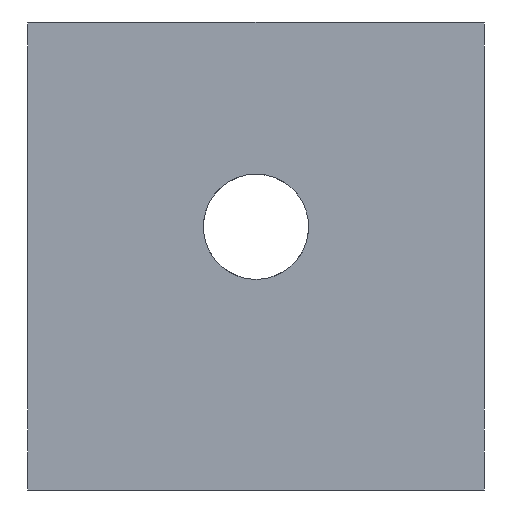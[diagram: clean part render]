
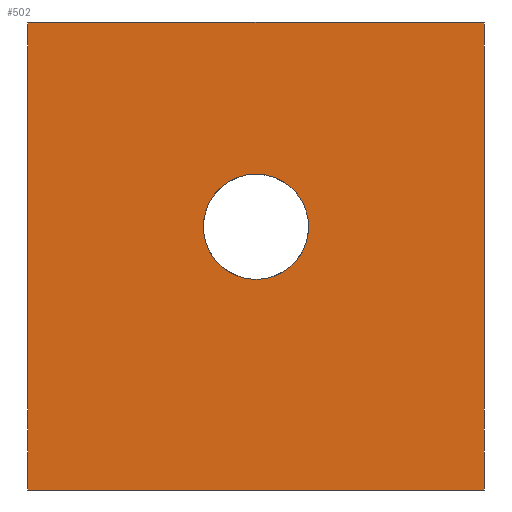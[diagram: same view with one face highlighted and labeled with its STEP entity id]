
A CAD part, front view. The second image highlights one B-rep face of the part: STEP entity #502.
In plain terms, the highlighted planar face has unit normal (0, -1, 0).
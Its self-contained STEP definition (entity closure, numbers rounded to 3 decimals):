
#22 = VERTEX_POINT ( 'NONE', #288 ) ;
#81 = ORIENTED_EDGE ( 'NONE', *, *, #679, .T. ) ;
#93 = VERTEX_POINT ( 'NONE', #465 ) ;
#106 = ORIENTED_EDGE ( 'NONE', *, *, #685, .F. ) ;
#121 = CARTESIAN_POINT ( 'NONE',  ( 19.5, 0., 22.5 ) ) ;
#124 = DIRECTION ( 'NONE',  ( 0., -1., 0. ) ) ;
#125 = CARTESIAN_POINT ( 'NONE',  ( 0., 0., 0. ) ) ;
#129 = DIRECTION ( 'NONE',  ( 0., 0., 1. ) ) ;
#140 = CARTESIAN_POINT ( 'NONE',  ( 39., 0., 0. ) ) ;
#155 = CARTESIAN_POINT ( 'NONE',  ( 39., 0., 0. ) ) ;
#177 = LINE ( 'NONE', #415, #521 ) ;
#185 = ORIENTED_EDGE ( 'NONE', *, *, #637, .F. ) ;
#203 = EDGE_CURVE ( 'NONE', #412, #22, #475, .T. ) ;
#210 = CARTESIAN_POINT ( 'NONE',  ( 19.5, 0., 18. ) ) ;
#218 = CARTESIAN_POINT ( 'NONE',  ( 39., 0., 0. ) ) ;
#225 = FACE_OUTER_BOUND ( 'NONE', #365, .T. ) ;
#248 = CARTESIAN_POINT ( 'NONE',  ( 19.5, 0., 22.5 ) ) ;
#280 = DIRECTION ( 'NONE',  ( -1., 0., 0. ) ) ;
#285 = VERTEX_POINT ( 'NONE', #411 ) ;
#288 = CARTESIAN_POINT ( 'NONE',  ( 0., 0., 40. ) ) ;
#290 = DIRECTION ( 'NONE',  ( 0., 0., -1. ) ) ;
#298 = DIRECTION ( 'NONE',  ( -1., 0., 0. ) ) ;
#321 = EDGE_LOOP ( 'NONE', ( #185, #106 ) ) ;
#358 = DIRECTION ( 'NONE',  ( 0., -1., 0. ) ) ;
#365 = EDGE_LOOP ( 'NONE', ( #536, #680, #81, #432 ) ) ;
#379 = CIRCLE ( 'NONE', #617, 4.5 ) ;
#382 = VERTEX_POINT ( 'NONE', #140 ) ;
#389 = DIRECTION ( 'NONE',  ( 0., 0., -1. ) ) ;
#411 = CARTESIAN_POINT ( 'NONE',  ( 39., 0., 40. ) ) ;
#412 = VERTEX_POINT ( 'NONE', #501 ) ;
#415 = CARTESIAN_POINT ( 'NONE',  ( 39., 0., 0. ) ) ;
#432 = ORIENTED_EDGE ( 'NONE', *, *, #659, .T. ) ;
#448 = LINE ( 'NONE', #155, #760 ) ;
#455 = AXIS2_PLACEMENT_3D ( 'NONE', #218, #768, #389 ) ;
#465 = CARTESIAN_POINT ( 'NONE',  ( 19.5, 0., 27. ) ) ;
#475 = LINE ( 'NONE', #125, #498 ) ;
#480 = LINE ( 'NONE', #605, #642 ) ;
#498 = VECTOR ( 'NONE', #600, 1000. ) ;
#501 = CARTESIAN_POINT ( 'NONE',  ( 0., 0., 0. ) ) ;
#502 = ADVANCED_FACE ( 'NONE', ( #701, #225 ), #587, .T. ) ;
#516 = EDGE_CURVE ( 'NONE', #382, #412, #448, .T. ) ;
#521 = VECTOR ( 'NONE', #129, 1000. ) ;
#525 = AXIS2_PLACEMENT_3D ( 'NONE', #248, #124, #290 ) ;
#536 = ORIENTED_EDGE ( 'NONE', *, *, #203, .F. ) ;
#540 = CIRCLE ( 'NONE', #525, 4.5 ) ;
#557 = VERTEX_POINT ( 'NONE', #210 ) ;
#587 = PLANE ( 'NONE',  #455 ) ;
#598 = DIRECTION ( 'NONE',  ( 0., 0., -1. ) ) ;
#600 = DIRECTION ( 'NONE',  ( 0., 0., 1. ) ) ;
#605 = CARTESIAN_POINT ( 'NONE',  ( 39., 0., 40. ) ) ;
#617 = AXIS2_PLACEMENT_3D ( 'NONE', #121, #358, #598 ) ;
#637 = EDGE_CURVE ( 'NONE', #557, #93, #540, .T. ) ;
#642 = VECTOR ( 'NONE', #298, 1000. ) ;
#659 = EDGE_CURVE ( 'NONE', #285, #22, #480, .T. ) ;
#679 = EDGE_CURVE ( 'NONE', #382, #285, #177, .T. ) ;
#680 = ORIENTED_EDGE ( 'NONE', *, *, #516, .F. ) ;
#685 = EDGE_CURVE ( 'NONE', #93, #557, #379, .T. ) ;
#701 = FACE_BOUND ( 'NONE', #321, .T. ) ;
#760 = VECTOR ( 'NONE', #280, 1000. ) ;
#768 = DIRECTION ( 'NONE',  ( 0., -1., 0. ) ) ;
